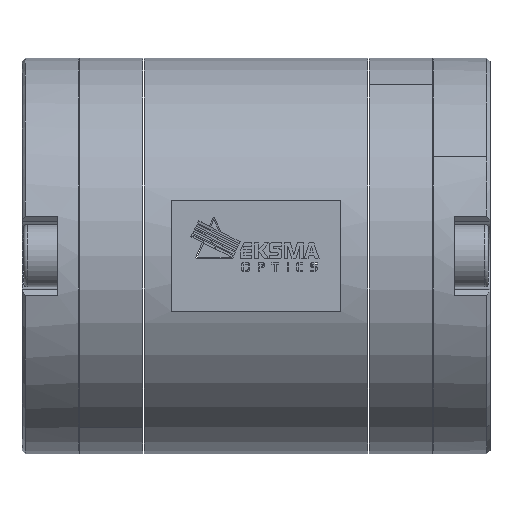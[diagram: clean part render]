
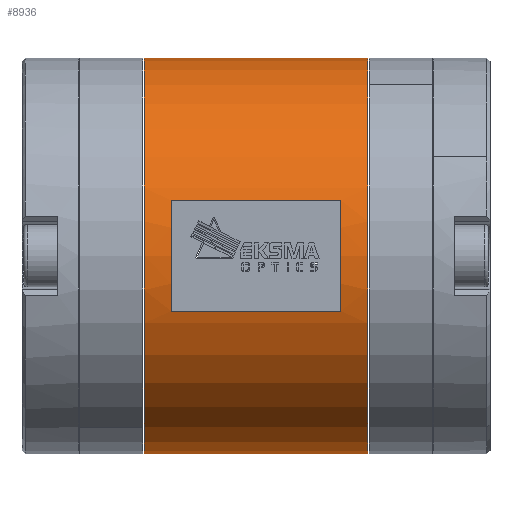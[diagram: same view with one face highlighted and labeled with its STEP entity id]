
A CAD part, top view. The second image highlights one B-rep face of the part: STEP entity #8936.
In plain terms, the highlighted cylindrical face has radius 17.5 mm (diameter 35 mm), a partial arc.
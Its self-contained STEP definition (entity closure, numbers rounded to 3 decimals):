
#133 = CARTESIAN_POINT ( 'NONE',  ( 5.55, 0., 0. ) ) ;
#134 = DIRECTION ( 'NONE',  ( 1., 0., 0. ) ) ;
#141 = DIRECTION ( 'NONE',  ( 0., 1., 0. ) ) ;
#1228 = CARTESIAN_POINT ( 'NONE',  ( 0.6, 17.5, 0. ) ) ;
#1229 = CARTESIAN_POINT ( 'NONE',  ( 20.4, 17.5, 0. ) ) ;
#1239 = CARTESIAN_POINT ( 'NONE',  ( 3., 4.9, 16.8 ) ) ;
#1240 = CARTESIAN_POINT ( 'NONE',  ( 0.6, -17.5, 0. ) ) ;
#1243 = CARTESIAN_POINT ( 'NONE',  ( 3., -4.9, 16.8 ) ) ;
#1245 = CARTESIAN_POINT ( 'NONE',  ( 18., 4.9, 16.8 ) ) ;
#1246 = CARTESIAN_POINT ( 'NONE',  ( 18., -4.9, 16.8 ) ) ;
#1247 = CARTESIAN_POINT ( 'NONE',  ( 20.4, -17.5, 0. ) ) ;
#5396 = EDGE_CURVE ( 'NONE', #10488, #10485, #11980, .T. ) ;
#5397 = EDGE_CURVE ( 'NONE', #10486, #10483, #11979, .T. ) ;
#5409 = EDGE_CURVE ( 'NONE', #10484, #10492, #11994, .T. ) ;
#5490 = EDGE_CURVE ( 'NONE', #10491, #10486, #12133, .T. ) ;
#5491 = EDGE_CURVE ( 'NONE', #10485, #10492, #12142, .T. ) ;
#5492 = EDGE_CURVE ( 'NONE', #10488, #10484, #12144, .T. ) ;
#5502 = EDGE_CURVE ( 'NONE', #10483, #10489, #12164, .T. ) ;
#5503 = EDGE_CURVE ( 'NONE', #10489, #10491, #12166, .T. ) ;
#8936 = ADVANCED_FACE ( 'NONE', ( #11324, #11328 ), #11333, .T. ) ;
#9329 = CARTESIAN_POINT ( 'NONE',  ( 0.6, 0., 0. ) ) ;
#9330 = DIRECTION ( 'NONE',  ( 1., 0., 0. ) ) ;
#9331 = DIRECTION ( 'NONE',  ( 0., 0., 1. ) ) ;
#9332 = CARTESIAN_POINT ( 'NONE',  ( 3., 0., 0. ) ) ;
#9333 = DIRECTION ( 'NONE',  ( -1., 0., 0. ) ) ;
#9334 = DIRECTION ( 'NONE',  ( 0., 0., 1. ) ) ;
#9587 = CARTESIAN_POINT ( 'NONE',  ( 20.4, 0., 0. ) ) ;
#9588 = DIRECTION ( 'NONE',  ( 1., 0., 0. ) ) ;
#9589 = DIRECTION ( 'NONE',  ( 0., 0., -1. ) ) ;
#9687 = CARTESIAN_POINT ( 'NONE',  ( 5.55, -4.9, 16.8 ) ) ;
#9692 = DIRECTION ( 'NONE',  ( -1., 0., 0. ) ) ;
#9693 = CARTESIAN_POINT ( 'NONE',  ( 5.55, -17.5, 0. ) ) ;
#9694 = DIRECTION ( 'NONE',  ( 1., 0., 0. ) ) ;
#9695 = CARTESIAN_POINT ( 'NONE',  ( 5.55, 17.5, 0. ) ) ;
#9697 = DIRECTION ( 'NONE',  ( 1., 0., 0. ) ) ;
#9715 = CARTESIAN_POINT ( 'NONE',  ( 5.55, 4.9, 16.8 ) ) ;
#9716 = DIRECTION ( 'NONE',  ( 1., 0., 0. ) ) ;
#9718 = CARTESIAN_POINT ( 'NONE',  ( 18., 0., 0. ) ) ;
#9719 = DIRECTION ( 'NONE',  ( 1., 0., 0. ) ) ;
#9720 = DIRECTION ( 'NONE',  ( 0., 0., -1. ) ) ;
#10483 = VERTEX_POINT ( 'NONE', #1239 ) ;
#10484 = VERTEX_POINT ( 'NONE', #1229 ) ;
#10485 = VERTEX_POINT ( 'NONE', #1240 ) ;
#10486 = VERTEX_POINT ( 'NONE', #1243 ) ;
#10488 = VERTEX_POINT ( 'NONE', #1228 ) ;
#10489 = VERTEX_POINT ( 'NONE', #1245 ) ;
#10491 = VERTEX_POINT ( 'NONE', #1246 ) ;
#10492 = VERTEX_POINT ( 'NONE', #1247 ) ;
#10548 = EDGE_LOOP ( 'NONE', ( #14650, #14648, #14651, #14661 ) ) ;
#10554 = EDGE_LOOP ( 'NONE', ( #14660, #14659, #14658, #14657 ) ) ;
#11324 = FACE_BOUND ( 'NONE', #10548, .T. ) ;
#11328 = FACE_OUTER_BOUND ( 'NONE', #10554, .T. ) ;
#11333 = CYLINDRICAL_SURFACE ( 'NONE', #13791, 17.5 ) ;
#11979 = CIRCLE ( 'NONE', #12464, 17.5 ) ;
#11980 = CIRCLE ( 'NONE', #12463, 17.5 ) ;
#11994 = CIRCLE ( 'NONE', #12470, 17.5 ) ;
#12133 = LINE ( 'NONE', #9687, #12143 ) ;
#12142 = LINE ( 'NONE', #9693, #12145 ) ;
#12143 = VECTOR ( 'NONE', #9692, 1000. ) ;
#12144 = LINE ( 'NONE', #9695, #12147 ) ;
#12145 = VECTOR ( 'NONE', #9694, 1000. ) ;
#12147 = VECTOR ( 'NONE', #9697, 1000. ) ;
#12164 = LINE ( 'NONE', #9715, #12167 ) ;
#12166 = CIRCLE ( 'NONE', #12486, 17.5 ) ;
#12167 = VECTOR ( 'NONE', #9716, 1000. ) ;
#12463 = AXIS2_PLACEMENT_3D ( 'NONE', #9329, #9330, #9331 ) ;
#12464 = AXIS2_PLACEMENT_3D ( 'NONE', #9332, #9333, #9334 ) ;
#12470 = AXIS2_PLACEMENT_3D ( 'NONE', #9587, #9588, #9589 ) ;
#12486 = AXIS2_PLACEMENT_3D ( 'NONE', #9718, #9719, #9720 ) ;
#13791 = AXIS2_PLACEMENT_3D ( 'NONE', #133, #134, #141 ) ;
#14648 = ORIENTED_EDGE ( 'NONE', *, *, #5503, .T. ) ;
#14650 = ORIENTED_EDGE ( 'NONE', *, *, #5502, .T. ) ;
#14651 = ORIENTED_EDGE ( 'NONE', *, *, #5490, .T. ) ;
#14657 = ORIENTED_EDGE ( 'NONE', *, *, #5492, .F. ) ;
#14658 = ORIENTED_EDGE ( 'NONE', *, *, #5409, .F. ) ;
#14659 = ORIENTED_EDGE ( 'NONE', *, *, #5491, .T. ) ;
#14660 = ORIENTED_EDGE ( 'NONE', *, *, #5396, .T. ) ;
#14661 = ORIENTED_EDGE ( 'NONE', *, *, #5397, .T. ) ;
